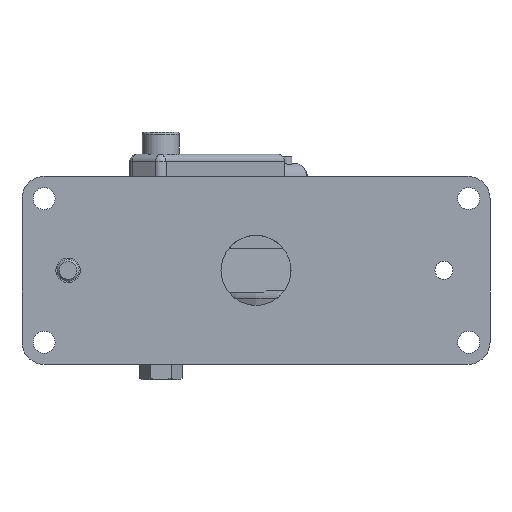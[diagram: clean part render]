
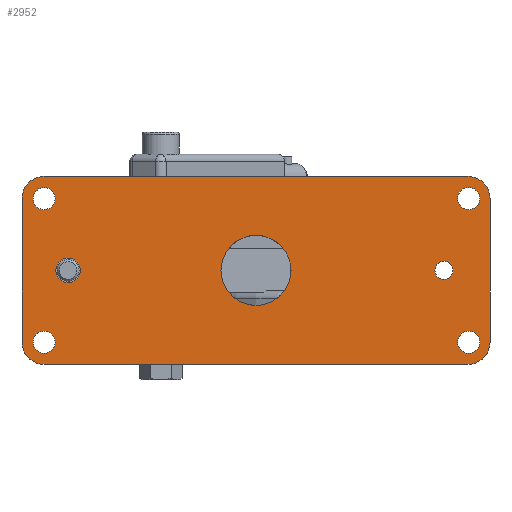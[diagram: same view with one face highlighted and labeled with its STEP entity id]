
A CAD part, front view. The second image highlights one B-rep face of the part: STEP entity #2952.
In plain terms, the highlighted planar face has unit normal (0, -1, 0).
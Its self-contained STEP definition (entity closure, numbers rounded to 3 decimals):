
#236=FACE_BOUND('',#611,.T.);
#237=FACE_BOUND('',#612,.T.);
#238=FACE_BOUND('',#613,.T.);
#239=FACE_BOUND('',#614,.T.);
#240=FACE_BOUND('',#615,.T.);
#241=FACE_BOUND('',#616,.T.);
#242=FACE_BOUND('',#617,.T.);
#298=PLANE('',#3519);
#416=FACE_OUTER_BOUND('',#610,.T.);
#610=EDGE_LOOP('',(#2161,#2162,#2163,#2164,#2165,#2166,#2167,#2168));
#611=EDGE_LOOP('',(#2169));
#612=EDGE_LOOP('',(#2170));
#613=EDGE_LOOP('',(#2171));
#614=EDGE_LOOP('',(#2172));
#615=EDGE_LOOP('',(#2173));
#616=EDGE_LOOP('',(#2174));
#617=EDGE_LOOP('',(#2175));
#843=LINE('',#4933,#1013);
#846=LINE('',#4941,#1016);
#849=LINE('',#4949,#1019);
#851=LINE('',#4955,#1021);
#1013=VECTOR('',#3956,10.);
#1016=VECTOR('',#3965,10.);
#1019=VECTOR('',#3974,10.);
#1021=VECTOR('',#3982,10.);
#1164=CIRCLE('',#3454,3.3);
#1167=CIRCLE('',#3458,2.459);
#1186=CIRCLE('',#3488,6.);
#1187=CIRCLE('',#3491,6.);
#1188=CIRCLE('',#3494,6.);
#1189=CIRCLE('',#3497,6.);
#1197=CIRCLE('',#3510,9.5);
#1198=CIRCLE('',#3512,3.);
#1199=CIRCLE('',#3514,3.);
#1200=CIRCLE('',#3516,3.);
#1201=CIRCLE('',#3518,3.);
#1342=VERTEX_POINT('',#4848);
#1345=VERTEX_POINT('',#4856);
#1369=VERTEX_POINT('',#4925);
#1370=VERTEX_POINT('',#4927);
#1371=VERTEX_POINT('',#4931);
#1372=VERTEX_POINT('',#4935);
#1373=VERTEX_POINT('',#4939);
#1374=VERTEX_POINT('',#4943);
#1375=VERTEX_POINT('',#4947);
#1376=VERTEX_POINT('',#4951);
#1385=VERTEX_POINT('',#4980);
#1386=VERTEX_POINT('',#4984);
#1387=VERTEX_POINT('',#4988);
#1388=VERTEX_POINT('',#4992);
#1389=VERTEX_POINT('',#4996);
#1607=EDGE_CURVE('',#1342,#1342,#1164,.T.);
#1612=EDGE_CURVE('',#1345,#1345,#1167,.T.);
#1646=EDGE_CURVE('',#1369,#1370,#1186,.T.);
#1649=EDGE_CURVE('',#1369,#1371,#843,.T.);
#1651=EDGE_CURVE('',#1372,#1371,#1187,.T.);
#1653=EDGE_CURVE('',#1372,#1373,#846,.T.);
#1655=EDGE_CURVE('',#1374,#1373,#1188,.T.);
#1657=EDGE_CURVE('',#1374,#1375,#849,.T.);
#1659=EDGE_CURVE('',#1376,#1375,#1189,.T.);
#1660=EDGE_CURVE('',#1376,#1370,#851,.T.);
#1674=EDGE_CURVE('',#1385,#1385,#1197,.T.);
#1676=EDGE_CURVE('',#1386,#1386,#1198,.T.);
#1678=EDGE_CURVE('',#1387,#1387,#1199,.T.);
#1680=EDGE_CURVE('',#1388,#1388,#1200,.T.);
#1682=EDGE_CURVE('',#1389,#1389,#1201,.T.);
#2161=ORIENTED_EDGE('',*,*,#1646,.F.);
#2162=ORIENTED_EDGE('',*,*,#1649,.T.);
#2163=ORIENTED_EDGE('',*,*,#1651,.F.);
#2164=ORIENTED_EDGE('',*,*,#1653,.T.);
#2165=ORIENTED_EDGE('',*,*,#1655,.F.);
#2166=ORIENTED_EDGE('',*,*,#1657,.T.);
#2167=ORIENTED_EDGE('',*,*,#1659,.F.);
#2168=ORIENTED_EDGE('',*,*,#1660,.T.);
#2169=ORIENTED_EDGE('',*,*,#1607,.T.);
#2170=ORIENTED_EDGE('',*,*,#1612,.T.);
#2171=ORIENTED_EDGE('',*,*,#1674,.T.);
#2172=ORIENTED_EDGE('',*,*,#1676,.T.);
#2173=ORIENTED_EDGE('',*,*,#1678,.T.);
#2174=ORIENTED_EDGE('',*,*,#1680,.T.);
#2175=ORIENTED_EDGE('',*,*,#1682,.T.);
#2952=ADVANCED_FACE('',(#416,#236,#237,#238,#239,#240,#241,#242),#298,.T.);
#3454=AXIS2_PLACEMENT_3D('',#4849,#3865,#3866);
#3458=AXIS2_PLACEMENT_3D('',#4858,#3875,#3876);
#3488=AXIS2_PLACEMENT_3D('',#4928,#3950,#3951);
#3491=AXIS2_PLACEMENT_3D('',#4937,#3960,#3961);
#3494=AXIS2_PLACEMENT_3D('',#4945,#3969,#3970);
#3497=AXIS2_PLACEMENT_3D('',#4953,#3978,#3979);
#3510=AXIS2_PLACEMENT_3D('',#4982,#4011,#4012);
#3512=AXIS2_PLACEMENT_3D('',#4986,#4016,#4017);
#3514=AXIS2_PLACEMENT_3D('',#4990,#4021,#4022);
#3516=AXIS2_PLACEMENT_3D('',#4994,#4026,#4027);
#3518=AXIS2_PLACEMENT_3D('',#4998,#4031,#4032);
#3519=AXIS2_PLACEMENT_3D('',#4999,#4033,#4034);
#3865=DIRECTION('center_axis',(0.,1.,0.));
#3866=DIRECTION('ref_axis',(1.,0.,0.));
#3875=DIRECTION('center_axis',(0.,1.,0.));
#3876=DIRECTION('ref_axis',(1.,0.,0.));
#3950=DIRECTION('center_axis',(0.,1.,0.));
#3951=DIRECTION('ref_axis',(-0.707,0.,-0.707));
#3956=DIRECTION('',(1.,0.,0.));
#3960=DIRECTION('center_axis',(0.,1.,0.));
#3961=DIRECTION('ref_axis',(0.707,0.,-0.707));
#3965=DIRECTION('',(0.,0.,1.));
#3969=DIRECTION('center_axis',(0.,1.,0.));
#3970=DIRECTION('ref_axis',(0.707,0.,0.707));
#3974=DIRECTION('',(-1.,0.,0.));
#3978=DIRECTION('center_axis',(0.,1.,0.));
#3979=DIRECTION('ref_axis',(-0.707,0.,0.707));
#3982=DIRECTION('',(0.,0.,-1.));
#4011=DIRECTION('center_axis',(0.,1.,0.));
#4012=DIRECTION('ref_axis',(1.,0.,0.));
#4016=DIRECTION('center_axis',(0.,1.,0.));
#4017=DIRECTION('ref_axis',(1.,0.,0.));
#4021=DIRECTION('center_axis',(0.,1.,0.));
#4022=DIRECTION('ref_axis',(1.,0.,0.));
#4026=DIRECTION('center_axis',(0.,1.,0.));
#4027=DIRECTION('ref_axis',(1.,0.,0.));
#4031=DIRECTION('center_axis',(0.,1.,0.));
#4032=DIRECTION('ref_axis',(1.,0.,0.));
#4033=DIRECTION('center_axis',(0.,-1.,0.));
#4034=DIRECTION('ref_axis',(0.,0.,-1.));
#4848=CARTESIAN_POINT('',(9.2,-6.,-25.5));
#4849=CARTESIAN_POINT('Origin',(12.5,-6.,-25.5));
#4856=CARTESIAN_POINT('',(112.042,-6.,-25.5));
#4858=CARTESIAN_POINT('Origin',(114.5,-6.,-25.5));
#4925=CARTESIAN_POINT('',(6.,-6.,-51.));
#4927=CARTESIAN_POINT('',(0.,-6.,-45.));
#4928=CARTESIAN_POINT('Origin',(6.,-6.,-45.));
#4931=CARTESIAN_POINT('',(121.,-6.,-51.));
#4933=CARTESIAN_POINT('',(127.,-6.,-51.));
#4935=CARTESIAN_POINT('',(127.,-6.,-45.));
#4937=CARTESIAN_POINT('Origin',(121.,-6.,-45.));
#4939=CARTESIAN_POINT('',(127.,-6.,-6.));
#4941=CARTESIAN_POINT('',(127.,-6.,0.));
#4943=CARTESIAN_POINT('',(121.,-6.,0.));
#4945=CARTESIAN_POINT('Origin',(121.,-6.,-6.));
#4947=CARTESIAN_POINT('',(6.,-6.,0.));
#4949=CARTESIAN_POINT('',(0.,-6.,0.));
#4951=CARTESIAN_POINT('',(0.,-6.,-6.));
#4953=CARTESIAN_POINT('Origin',(6.,-6.,-6.));
#4955=CARTESIAN_POINT('',(0.,-6.,-51.));
#4980=CARTESIAN_POINT('',(54.,-6.,-25.5));
#4982=CARTESIAN_POINT('Origin',(63.5,-6.,-25.5));
#4984=CARTESIAN_POINT('',(118.2,-6.,-45.));
#4986=CARTESIAN_POINT('Origin',(121.2,-6.,-45.));
#4988=CARTESIAN_POINT('',(3.,-6.,-6.));
#4990=CARTESIAN_POINT('Origin',(6.,-6.,-6.));
#4992=CARTESIAN_POINT('',(3.,-6.,-45.));
#4994=CARTESIAN_POINT('Origin',(6.,-6.,-45.));
#4996=CARTESIAN_POINT('',(118.2,-6.,-6.));
#4998=CARTESIAN_POINT('Origin',(121.2,-6.,-6.));
#4999=CARTESIAN_POINT('Origin',(63.5,-6.,-25.5));
